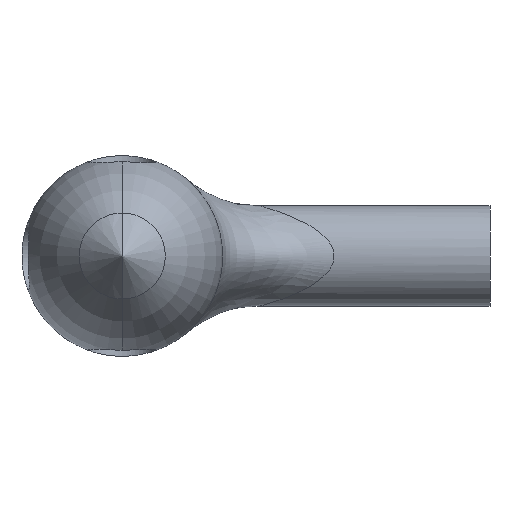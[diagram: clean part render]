
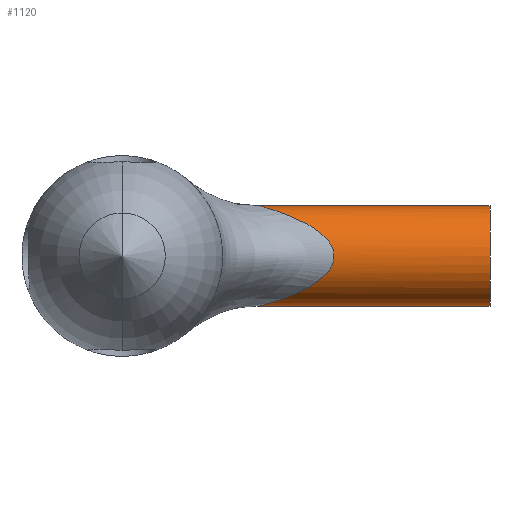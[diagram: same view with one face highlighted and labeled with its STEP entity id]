
A CAD part, front view. The second image highlights one B-rep face of the part: STEP entity #1120.
In plain terms, the highlighted cylindrical face has radius 2.25 mm (diameter 4.5 mm), a partial arc.
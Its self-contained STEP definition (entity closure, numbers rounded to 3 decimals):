
#5 = ORIENTED_EDGE ( 'NONE', *, *, #1383, .F. ) ;
#32 = CARTESIAN_POINT ( 'NONE',  ( 6.265, -2.649, 2.216 ) ) ;
#64 = CARTESIAN_POINT ( 'NONE',  ( 7.205, -3.423, -1.923 ) ) ;
#91 = CARTESIAN_POINT ( 'NONE',  ( 6.139, -2.25, 2.25 ) ) ;
#101 = LINE ( 'NONE', #935, #1113 ) ;
#123 = EDGE_CURVE ( 'NONE', #687, #605, #101, .T. ) ;
#153 = CARTESIAN_POINT ( 'NONE',  ( 6.169, -2.461, 2.242 ) ) ;
#161 = CARTESIAN_POINT ( 'NONE',  ( 9.5, -4.5, 0.106 ) ) ;
#202 = CARTESIAN_POINT ( 'NONE',  ( 8.071, -3.877, 1.558 ) ) ;
#271 = EDGE_CURVE ( 'NONE', #687, #1703, #522, .T. ) ;
#309 = CARTESIAN_POINT ( 'NONE',  ( 6.139, -2.355, 2.25 ) ) ;
#320 = CARTESIAN_POINT ( 'NONE',  ( 16.5, -2.25, 0. ) ) ;
#338 = CARTESIAN_POINT ( 'NONE',  ( 8.745, -4.183, -1.16 ) ) ;
#339 = AXIS2_PLACEMENT_3D ( 'NONE', #1474, #504, #670 ) ;
#345 = CARTESIAN_POINT ( 'NONE',  ( 9.366, -4.445, -0.5 ) ) ;
#432 = CARTESIAN_POINT ( 'NONE',  ( 8.582, -4.112, -1.269 ) ) ;
#443 = CARTESIAN_POINT ( 'NONE',  ( 7.033, -3.32, -1.983 ) ) ;
#448 = DIRECTION ( 'NONE',  ( -1., 0., 0. ) ) ;
#470 = CARTESIAN_POINT ( 'NONE',  ( 8.243, -3.958, 1.47 ) ) ;
#504 = DIRECTION ( 'NONE',  ( 1., 0., 0. ) ) ;
#522 = CIRCLE ( 'NONE', #339, 2.25 ) ;
#526 = CARTESIAN_POINT ( 'NONE',  ( 6.139, -2.25, -2.25 ) ) ;
#527 = CYLINDRICAL_SURFACE ( 'NONE', #1700, 2.25 ) ;
#564 = CARTESIAN_POINT ( 'NONE',  ( 6.139, -2.25, -2.25 ) ) ;
#577 = CARTESIAN_POINT ( 'NONE',  ( 9.413, -4.465, 0.409 ) ) ;
#584 = CARTESIAN_POINT ( 'NONE',  ( 9.197, -4.375, -0.76 ) ) ;
#605 = VERTEX_POINT ( 'NONE', #91 ) ;
#609 = CARTESIAN_POINT ( 'NONE',  ( 6.139, -2.25, 2.25 ) ) ;
#670 = DIRECTION ( 'NONE',  ( 0., 0., -1. ) ) ;
#683 = CARTESIAN_POINT ( 'NONE',  ( 16.5, -2.25, -2.25 ) ) ;
#687 = VERTEX_POINT ( 'NONE', #1373 ) ;
#708 = CARTESIAN_POINT ( 'NONE',  ( 6.33, -2.734, -2.199 ) ) ;
#716 = CARTESIAN_POINT ( 'NONE',  ( 9.05, -4.314, 0.906 ) ) ;
#723 = CARTESIAN_POINT ( 'NONE',  ( 9.365, -4.445, 0.503 ) ) ;
#727 = CARTESIAN_POINT ( 'NONE',  ( 7.551, -3.617, 1.791 ) ) ;
#729 = ORIENTED_EDGE ( 'NONE', *, *, #271, .F. ) ;
#753 = CARTESIAN_POINT ( 'NONE',  ( 7.032, -3.319, 1.984 ) ) ;
#795 = VERTEX_POINT ( 'NONE', #526 ) ;
#844 = CARTESIAN_POINT ( 'NONE',  ( 6.17, -2.462, -2.242 ) ) ;
#855 = B_SPLINE_CURVE_WITH_KNOTS ( 'NONE', 3,
 ( #609, #309, #153, #32, #1582, #1413, #1131, #753, #1409, #727, #1676, #202, #470, #1666, #1179, #716, #993, #723, #577, #1717, #161, #1268, #1172, #1682, #345, #584, #1315, #338, #432, #1550, #1284, #1402, #890, #64, #443, #1036, #1534, #708, #1135, #844, #862, #564 ),
 .UNSPECIFIED., .F., .F.,
 ( 4, 2, 2, 2, 2, 2, 2, 2, 2, 2, 2, 2, 2, 2, 2, 2, 2, 2, 2, 2, 4 ),
 ( 0.001, 0.001, 0.001, 0.002, 0.003, 0.003, 0.004, 0.005, 0.005, 0.006, 0.006, 0.006, 0.007, 0.007, 0.008, 0.008, 0.009, 0.01, 0.01, 0.011, 0.011 ),
 .UNSPECIFIED. ) ;
#862 = CARTESIAN_POINT ( 'NONE',  ( 6.139, -2.357, -2.25 ) ) ;
#890 = CARTESIAN_POINT ( 'NONE',  ( 7.552, -3.617, -1.791 ) ) ;
#915 = DIRECTION ( 'NONE',  ( -1., 0., 0. ) ) ;
#923 = DIRECTION ( 'NONE',  ( -1., 0., 0. ) ) ;
#926 = EDGE_LOOP ( 'NONE', ( #5, #729, #1110, #1343 ) ) ;
#935 = CARTESIAN_POINT ( 'NONE',  ( 16.5, -2.25, 2.25 ) ) ;
#993 = CARTESIAN_POINT ( 'NONE',  ( 9.196, -4.375, 0.761 ) ) ;
#1015 = EDGE_CURVE ( 'NONE', #605, #795, #855, .T. ) ;
#1036 = CARTESIAN_POINT ( 'NONE',  ( 6.699, -3.089, -2.092 ) ) ;
#1110 = ORIENTED_EDGE ( 'NONE', *, *, #123, .T. ) ;
#1113 = VECTOR ( 'NONE', #923, 1000. ) ;
#1120 = ADVANCED_FACE ( 'NONE', ( #1719 ), #527, .T. ) ;
#1131 = CARTESIAN_POINT ( 'NONE',  ( 6.699, -3.088, 2.092 ) ) ;
#1135 = CARTESIAN_POINT ( 'NONE',  ( 6.265, -2.649, -2.216 ) ) ;
#1172 = CARTESIAN_POINT ( 'NONE',  ( 9.481, -4.492, -0.209 ) ) ;
#1179 = CARTESIAN_POINT ( 'NONE',  ( 8.744, -4.183, 1.16 ) ) ;
#1268 = CARTESIAN_POINT ( 'NONE',  ( 9.5, -4.5, -0.104 ) ) ;
#1284 = CARTESIAN_POINT ( 'NONE',  ( 8.075, -3.879, -1.556 ) ) ;
#1292 = VECTOR ( 'NONE', #915, 1000. ) ;
#1301 = CARTESIAN_POINT ( 'NONE',  ( 16.5, -2.25, -2.25 ) ) ;
#1315 = CARTESIAN_POINT ( 'NONE',  ( 9.053, -4.316, -0.904 ) ) ;
#1316 = LINE ( 'NONE', #1301, #1292 ) ;
#1343 = ORIENTED_EDGE ( 'NONE', *, *, #1015, .T. ) ;
#1373 = CARTESIAN_POINT ( 'NONE',  ( 16.5, -2.25, 2.25 ) ) ;
#1383 = EDGE_CURVE ( 'NONE', #1703, #795, #1316, .T. ) ;
#1402 = CARTESIAN_POINT ( 'NONE',  ( 7.727, -3.708, -1.718 ) ) ;
#1409 = CARTESIAN_POINT ( 'NONE',  ( 7.205, -3.423, 1.923 ) ) ;
#1411 = DIRECTION ( 'NONE',  ( 0., 0., 1. ) ) ;
#1413 = CARTESIAN_POINT ( 'NONE',  ( 6.538, -2.963, 2.14 ) ) ;
#1474 = CARTESIAN_POINT ( 'NONE',  ( 16.5, -2.25, 0. ) ) ;
#1534 = CARTESIAN_POINT ( 'NONE',  ( 6.537, -2.962, -2.14 ) ) ;
#1550 = CARTESIAN_POINT ( 'NONE',  ( 8.247, -3.96, -1.468 ) ) ;
#1582 = CARTESIAN_POINT ( 'NONE',  ( 6.328, -2.733, 2.199 ) ) ;
#1666 = CARTESIAN_POINT ( 'NONE',  ( 8.579, -4.111, 1.271 ) ) ;
#1676 = CARTESIAN_POINT ( 'NONE',  ( 7.725, -3.707, 1.719 ) ) ;
#1682 = CARTESIAN_POINT ( 'NONE',  ( 9.414, -4.465, -0.408 ) ) ;
#1700 = AXIS2_PLACEMENT_3D ( 'NONE', #320, #448, #1411 ) ;
#1703 = VERTEX_POINT ( 'NONE', #683 ) ;
#1717 = CARTESIAN_POINT ( 'NONE',  ( 9.481, -4.492, 0.213 ) ) ;
#1719 = FACE_OUTER_BOUND ( 'NONE', #926, .T. ) ;
